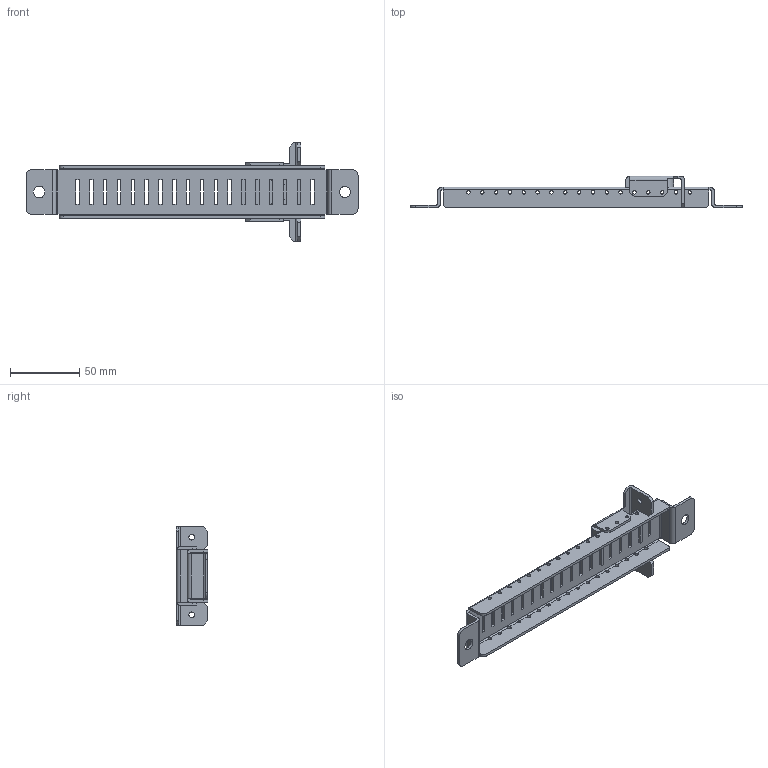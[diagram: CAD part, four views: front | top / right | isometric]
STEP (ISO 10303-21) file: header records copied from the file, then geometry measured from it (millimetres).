
FILE_DESCRIPTION((''),'2;1');
FILE_NAME('UW-BRC-4_ASM_1_ASM_1_ASM','2023-02-17T11:02:11',('klemen.sitar'),('Audax d.o.o.'),'CREO PARAMETRIC BY PTC INC, 2021304','CREO PARAMETRIC BY PTC INC, 2021304','');
FILE_SCHEMA(('AP242_MANAGED_MODEL_BASED_3D_ENGINEERING_MIM_LF { 1 0 10303 442 1 1 4 }'));
Length unit declared in the file: millimetre
Products named in the file (3): PRT0023_1_1; PRT0024_1_1; UW-BRC-4_ASM_1_ASM_1_ASM
Assembly tree (2 placements, depth 2):
  UW-BRC-4_ASM_1_ASM_1_ASM
    PRT0023_1_1
    PRT0024_1_1
Bounding box: 240 x 23 x 71 mm (x, y, z)
Volume: 35791.3 mm3; surface area: 38937.3 mm2
Topology: 2 solids, 2 shells, 279 faces, 915 edges, 604 vertices
Faces by surface type: plane 151, cylinder 126, sphere 2
Entity records: 14083 total; most frequent: CARTESIAN_POINT 2171, ORIENTED_EDGE 1826, DIRECTION 1735, PRESENTATION_STYLE_ASSIGNMENT 915, STYLED_ITEM 915, CURVE_STYLE 913, EDGE_CURVE 913, VERTEX_POINT 604
